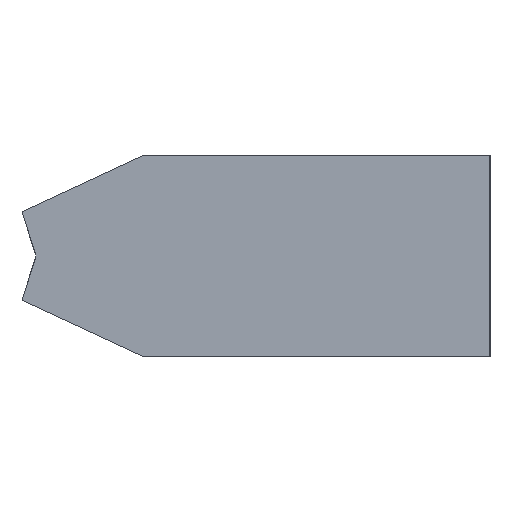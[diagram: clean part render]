
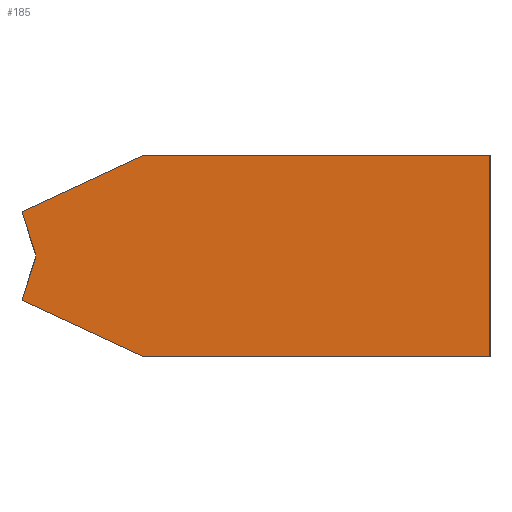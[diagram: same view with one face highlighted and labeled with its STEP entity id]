
A CAD part, left-side view. The second image highlights one B-rep face of the part: STEP entity #185.
In plain terms, the highlighted planar face has unit normal (-1, 0, 0).
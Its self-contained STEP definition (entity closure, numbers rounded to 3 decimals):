
#185 = ADVANCED_FACE( '', ( #455 ), #456, .F. );
#455 = FACE_OUTER_BOUND( '', #725, .T. );
#456 = PLANE( '', #726 );
#725 = EDGE_LOOP( '', ( #1584, #1585, #1586, #1587, #1588, #1589, #1590 ) );
#726 = AXIS2_PLACEMENT_3D( '', #1591, #1592, #1593 );
#1584 = ORIENTED_EDGE( '', *, *, #1860, .F. );
#1585 = ORIENTED_EDGE( '', *, *, #1847, .F. );
#1586 = ORIENTED_EDGE( '', *, *, #1851, .F. );
#1587 = ORIENTED_EDGE( '', *, *, #1852, .F. );
#1588 = ORIENTED_EDGE( '', *, *, #1795, .F. );
#1589 = ORIENTED_EDGE( '', *, *, #1855, .F. );
#1590 = ORIENTED_EDGE( '', *, *, #1858, .F. );
#1591 = CARTESIAN_POINT( '', ( 0., 0., 0. ) );
#1592 = DIRECTION( '', ( 1., 0., 0. ) );
#1593 = DIRECTION( '', ( 0., 0., -1. ) );
#1795 = EDGE_CURVE( '', #2220, #2222, #2223, .T. );
#1847 = EDGE_CURVE( '', #2276, #2278, #2279, .T. );
#1851 = EDGE_CURVE( '', #2282, #2276, #2284, .T. );
#1852 = EDGE_CURVE( '', #2222, #2282, #2285, .T. );
#1855 = EDGE_CURVE( '', #2288, #2220, #2290, .T. );
#1858 = EDGE_CURVE( '', #2293, #2288, #2295, .T. );
#1860 = EDGE_CURVE( '', #2278, #2293, #2297, .T. );
#2220 = VERTEX_POINT( '', #2749 );
#2222 = VERTEX_POINT( '', #2752 );
#2223 = LINE( '', #2753, #2754 );
#2276 = VERTEX_POINT( '', #2809 );
#2278 = VERTEX_POINT( '', #2812 );
#2279 = LINE( '', #2813, #2814 );
#2282 = VERTEX_POINT( '', #2819 );
#2284 = LINE( '', #2822, #2823 );
#2285 = LINE( '', #2824, #2825 );
#2288 = VERTEX_POINT( '', #2829 );
#2290 = LINE( '', #2832, #2833 );
#2293 = VERTEX_POINT( '', #2837 );
#2295 = LINE( '', #2840, #2841 );
#2297 = LINE( '', #2844, #2845 );
#2749 = CARTESIAN_POINT( '', ( 0., 58.045, -5.5 ) );
#2752 = CARTESIAN_POINT( '', ( 0., 56.311, 0. ) );
#2753 = CARTESIAN_POINT( '', ( 0., 58.045, -5.5 ) );
#2754 = VECTOR( '', #3263, 1. );
#2809 = CARTESIAN_POINT( '', ( 0., 43.033, 12.5 ) );
#2812 = CARTESIAN_POINT( '', ( 0., 0., 12.5 ) );
#2813 = CARTESIAN_POINT( '', ( 0., 43.033, 12.5 ) );
#2814 = VECTOR( '', #3411, 1. );
#2819 = CARTESIAN_POINT( '', ( 0., 58.045, 5.5 ) );
#2822 = CARTESIAN_POINT( '', ( 0., 58.045, 5.5 ) );
#2823 = VECTOR( '', #3415, 1. );
#2824 = CARTESIAN_POINT( '', ( 0., 56.311, 0. ) );
#2825 = VECTOR( '', #3416, 1. );
#2829 = CARTESIAN_POINT( '', ( 0., 43.033, -12.5 ) );
#2832 = CARTESIAN_POINT( '', ( 0., 43.033, -12.5 ) );
#2833 = VECTOR( '', #3419, 1. );
#2837 = CARTESIAN_POINT( '', ( 0., 0., -12.5 ) );
#2840 = CARTESIAN_POINT( '', ( 0., 0., -12.5 ) );
#2841 = VECTOR( '', #3422, 1. );
#2844 = CARTESIAN_POINT( '', ( 0., 0., 12.5 ) );
#2845 = VECTOR( '', #3424, 1. );
#3263 = DIRECTION( '', ( 0., -0.301, 0.954 ) );
#3411 = DIRECTION( '', ( 0., -1., 0. ) );
#3415 = DIRECTION( '', ( 0., -0.906, 0.423 ) );
#3416 = DIRECTION( '', ( 0., 0.301, 0.954 ) );
#3419 = DIRECTION( '', ( 0., 0.906, 0.423 ) );
#3422 = DIRECTION( '', ( 0., 1., 0. ) );
#3424 = DIRECTION( '', ( 0., 0., -1. ) );
